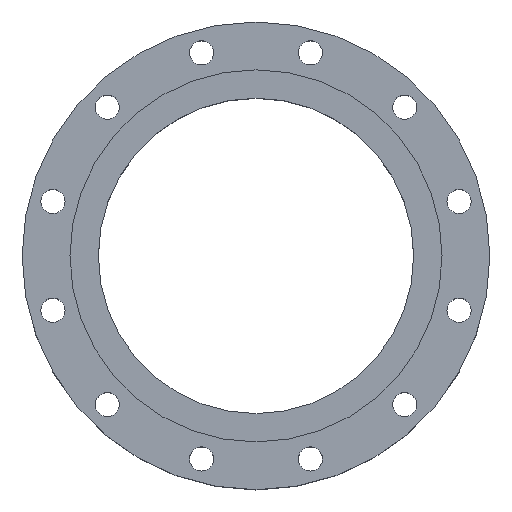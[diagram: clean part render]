
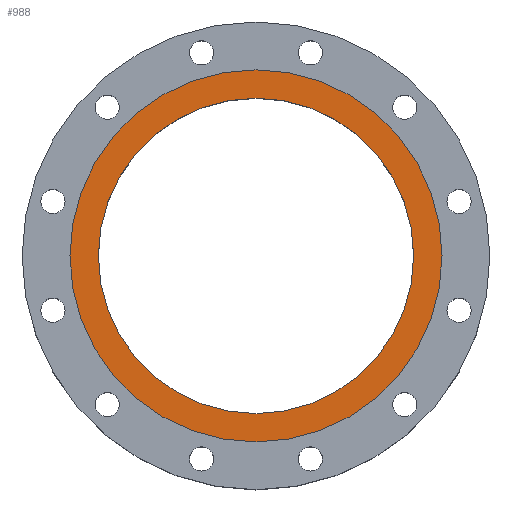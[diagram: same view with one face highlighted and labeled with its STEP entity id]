
A CAD part, top view. The second image highlights one B-rep face of the part: STEP entity #988.
In plain terms, the highlighted planar face has unit normal (0, 0, 1).
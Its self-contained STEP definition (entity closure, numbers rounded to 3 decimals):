
#15=FACE_BOUND('',#155,.T.);
#69=PLANE('',#1129);
#110=FACE_OUTER_BOUND('',#154,.T.);
#154=EDGE_LOOP('',(#785,#786));
#155=EDGE_LOOP('',(#787,#788));
#362=CIRCLE('',#1127,150.);
#363=CIRCLE('',#1128,150.);
#364=CIRCLE('',#1130,177.);
#365=CIRCLE('',#1131,177.);
#469=VERTEX_POINT('',#1721);
#470=VERTEX_POINT('',#1723);
#471=VERTEX_POINT('',#1727);
#472=VERTEX_POINT('',#1728);
#602=EDGE_CURVE('',#470,#469,#362,.T.);
#603=EDGE_CURVE('',#469,#470,#363,.T.);
#604=EDGE_CURVE('',#471,#472,#364,.T.);
#605=EDGE_CURVE('',#472,#471,#365,.T.);
#785=ORIENTED_EDGE('',*,*,#604,.F.);
#786=ORIENTED_EDGE('',*,*,#605,.F.);
#787=ORIENTED_EDGE('',*,*,#602,.T.);
#788=ORIENTED_EDGE('',*,*,#603,.T.);
#988=ADVANCED_FACE('',(#110,#15),#69,.T.);
#1127=AXIS2_PLACEMENT_3D('',#1724,#1413,#1414);
#1128=AXIS2_PLACEMENT_3D('',#1725,#1415,#1416);
#1129=AXIS2_PLACEMENT_3D('',#1726,#1417,#1418);
#1130=AXIS2_PLACEMENT_3D('',#1729,#1419,#1420);
#1131=AXIS2_PLACEMENT_3D('',#1730,#1421,#1422);
#1413=DIRECTION('center_axis',(0.,0.,-1.));
#1414=DIRECTION('ref_axis',(1.,0.,0.));
#1415=DIRECTION('center_axis',(0.,0.,-1.));
#1416=DIRECTION('ref_axis',(1.,0.,0.));
#1417=DIRECTION('center_axis',(0.,0.,1.));
#1418=DIRECTION('ref_axis',(1.,0.,0.));
#1419=DIRECTION('center_axis',(0.,0.,-1.));
#1420=DIRECTION('ref_axis',(1.,0.,0.));
#1421=DIRECTION('center_axis',(0.,0.,-1.));
#1422=DIRECTION('ref_axis',(1.,0.,0.));
#1721=CARTESIAN_POINT('',(0.,-150.,65.));
#1723=CARTESIAN_POINT('',(0.,150.,65.));
#1724=CARTESIAN_POINT('Origin',(0.,0.,65.));
#1725=CARTESIAN_POINT('Origin',(0.,0.,65.));
#1726=CARTESIAN_POINT('Origin',(0.,177.,65.));
#1727=CARTESIAN_POINT('',(0.,177.,65.));
#1728=CARTESIAN_POINT('',(0.,-177.,65.));
#1729=CARTESIAN_POINT('Origin',(0.,0.,65.));
#1730=CARTESIAN_POINT('Origin',(0.,0.,65.));
